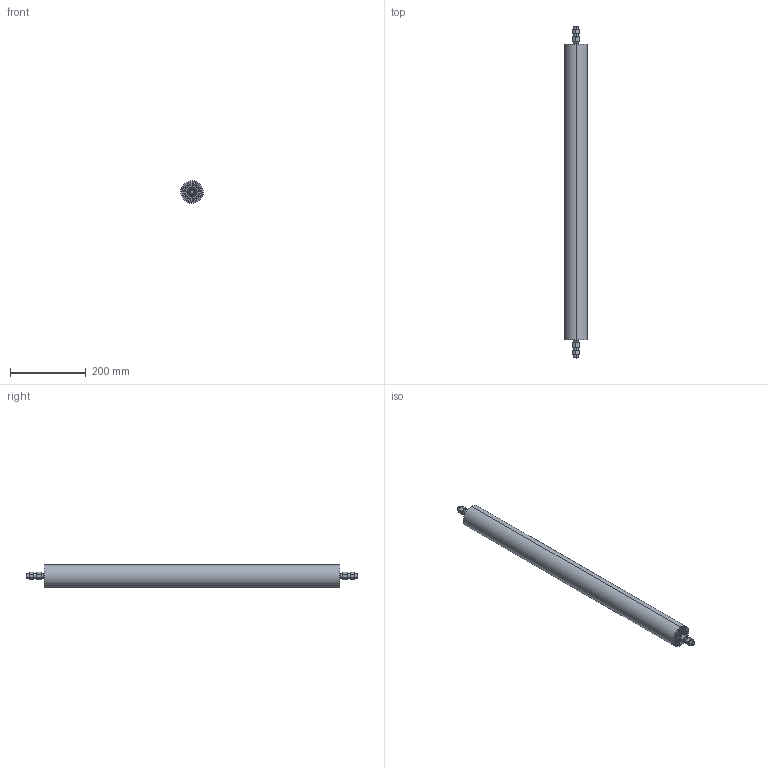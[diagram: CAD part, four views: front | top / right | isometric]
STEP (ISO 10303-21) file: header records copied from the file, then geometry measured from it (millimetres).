
FILE_DESCRIPTION (( 'STEP AP203' ), '1' );
FILE_NAME ('240718 STEP 3-400233-03_6511.STEP', '2024-07-18T03:47:07', ( '' ), ( '' ), 'SwSTEP 2.0', 'SolidWorks 2023', '' );
FILE_SCHEMA (( 'CONFIG_CONTROL_DESIGN' ));
Length unit declared in the file: millimetre
Products named in the file (1): 240718 STEP 3-400233-03_6511
Bounding box: 60 x 875 x 60 mm (x, y, z)
Surface area: 167899 mm2 (no closed solid volume)
Topology: 0 solids, 16 shells, 164 faces, 416 edges, 270 vertices
Faces by surface type: cone 52, plane 50, cylinder 48, torus 14
Entity records: 5364 total; most frequent: CARTESIAN_POINT 1383, DIRECTION 878, ORIENTED_EDGE 708, EDGE_CURVE 416, AXIS2_PLACEMENT_3D 381, VERTEX_POINT 270, CIRCLE 216, EDGE_LOOP 186
